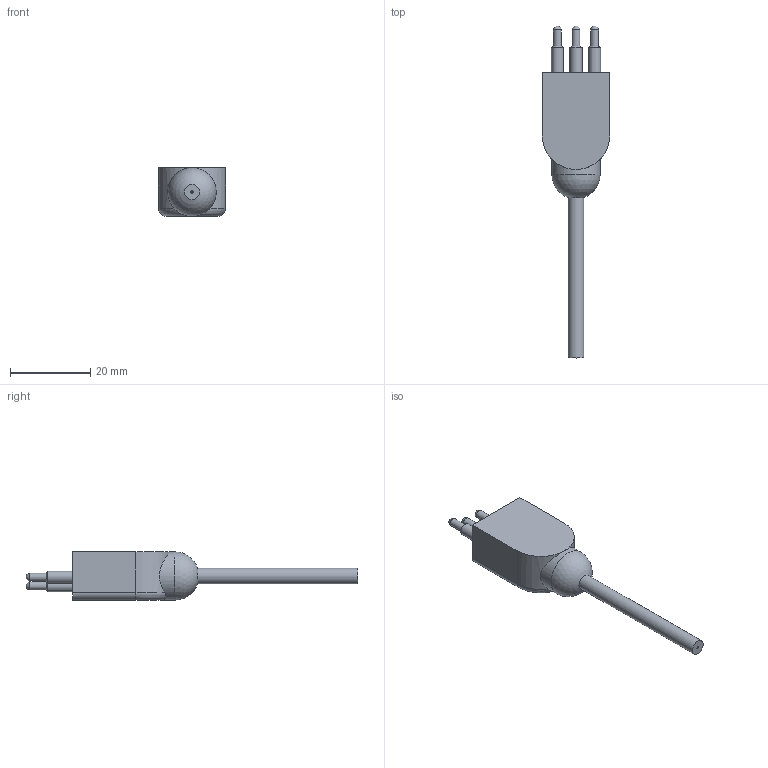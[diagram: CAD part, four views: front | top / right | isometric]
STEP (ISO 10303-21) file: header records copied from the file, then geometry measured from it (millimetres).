
FILE_DESCRIPTION(/* description */ (''),/* implementation_level */ '2;1');
FILE_NAME(/* name */ 'MCLPIL3M.stp',/* time_stamp */ '2021-02-08T09:31:37+01:00',/* author */ ('sh'),/* organization */ (''),/* preprocessor_version */ 'ST-DEVELOPER v17.2',/* originating_system */ 'Autodesk Inventor 2019',/* authorisation */ '');
FILE_SCHEMA (('AUTOMOTIVE_DESIGN { 1 0 10303 214 3 1 1 }'));
Length unit declared in the file: millimetre
Products named in the file (1): 01108031
Bounding box: 16.76 x 82.83 x 12.06 mm (x, y, z)
Volume: 5775 mm3; surface area: 2669.1 mm2
Topology: 1 solids, 1 shells, 79 faces, 209 edges, 143 vertices
Faces by surface type: plane 30, bspline 23, cylinder 19, cone 3, sphere 2, torus 2
Full cylindrical faces by diameter (mm): 1.986 x3, 2.007 x3, 2.997 x3, 3.81 x1, 12.065 x1
Entity records: 3818 total; most frequent: CARTESIAN_POINT 1780, ORIENTED_EDGE 412, DIRECTION 335, EDGE_CURVE 206, VERTEX_POINT 139, AXIS2_PLACEMENT_3D 120, LINE 95, VECTOR 95
